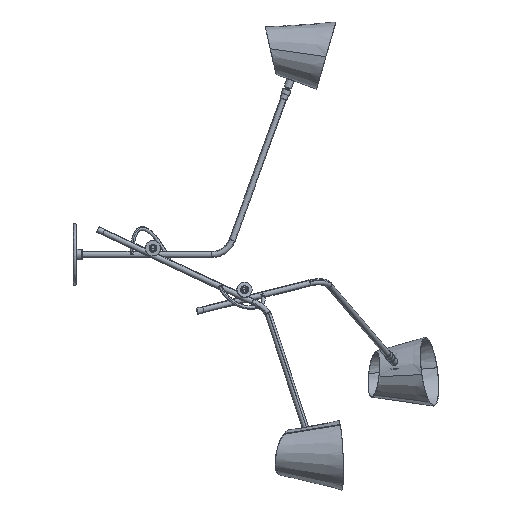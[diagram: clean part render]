
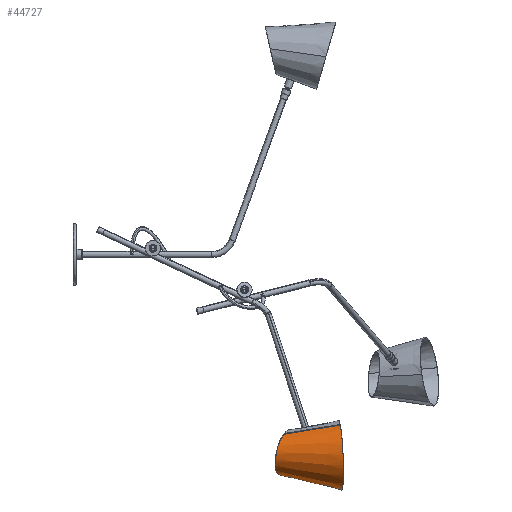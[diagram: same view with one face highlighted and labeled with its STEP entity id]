
A CAD part, left-side view. The second image highlights one B-rep face of the part: STEP entity #44727.
In plain terms, the highlighted conical face has half-angle 12 degrees and reference radius 43.087 mm.
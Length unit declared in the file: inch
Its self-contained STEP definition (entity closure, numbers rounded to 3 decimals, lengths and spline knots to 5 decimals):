
#102 = CARTESIAN_POINT ( 'NONE',  ( -25.08541, -5.55935, -22.59197 ) ) ;
#1161 = CARTESIAN_POINT ( 'NONE',  ( -25.76219, -10.12175, -21.85534 ) ) ;
#3373 = CARTESIAN_POINT ( 'NONE',  ( -23.18982, -7.84055, -26.3052 ) ) ;
#4656 = LINE ( 'NONE', #30935, #33700 ) ;
#4821 = VERTEX_POINT ( 'NONE', #17456 ) ;
#6666 = DIRECTION ( 'NONE',  ( 0.055, -0.977, -0.207 ) ) ;
#7080 = CONICAL_SURFACE ( 'NONE', #21641, 1.69635, 0.209 ) ;
#7820 = EDGE_CURVE ( 'NONE', #35350, #42380, #4656, .T. ) ;
#9514 = DIRECTION ( 'NONE',  ( 0.145, 0.977, -0.158 ) ) ;
#9733 = ORIENTED_EDGE ( 'NONE', *, *, #35123, .F. ) ;
#10092 = CARTESIAN_POINT ( 'NONE',  ( -25.08541, -5.55935, -22.59197 ) ) ;
#10828 = EDGE_CURVE ( 'NONE', #35350, #34105, #44874, .T. ) ;
#11666 = EDGE_LOOP ( 'NONE', ( #22530, #34540, #28902, #9733 ) ) ;
#13510 = CARTESIAN_POINT ( 'NONE',  ( -26.16024, -10.3782, -27.20259 ) ) ;
#13978 = CARTESIAN_POINT ( 'NONE',  ( -27.27569, -10.27102, -22.62601 ) ) ;
#15109 = CARTESIAN_POINT ( 'NONE',  ( -26.16228, -4.19155, -27.08714 ) ) ;
#15115 = VECTOR ( 'NONE', #6666, 39.37008 ) ;
#17238 = CARTESIAN_POINT ( 'NONE',  ( -23.06195, -10.12175, -26.78875 ) ) ;
#17456 = CARTESIAN_POINT ( 'NONE',  ( -23.31768, -5.55935, -25.82166 ) ) ;
#17539 = CARTESIAN_POINT ( 'NONE',  ( -26.97044, -10.3782, -25.72233 ) ) ;
#21641 = AXIS2_PLACEMENT_3D ( 'NONE', #26926, #38172, #45348 ) ;
#22530 = ORIENTED_EDGE ( 'NONE', *, *, #36370, .F. ) ;
#22970 = CARTESIAN_POINT ( 'NONE',  ( -23.06195, -10.12175, -26.78875 ) ) ;
#25110 = CARTESIAN_POINT ( 'NONE',  ( -27.68449, -4.19155, -24.30602 ) ) ;
#25737 = LINE ( 'NONE', #3373, #15115 ) ;
#26926 = CARTESIAN_POINT ( 'NONE',  ( -24.17021, -4.8802, -24.18966 ) ) ;
#28497 = CARTESIAN_POINT ( 'NONE',  ( -25.76219, -10.12175, -21.85534 ) ) ;
#28902 = ORIENTED_EDGE ( 'NONE', *, *, #10828, .T. ) ;
#29671 =( BOUNDED_CURVE ( )  B_SPLINE_CURVE ( 3, ( #102, #25110, #15109, #40213 ),
 .UNSPECIFIED., .F., .F. ) 
 B_SPLINE_CURVE_WITH_KNOTS ( ( 4, 4 ),
 ( 1.65153, 4.63165 ),
 .UNSPECIFIED. ) 
 CURVE ( )  GEOMETRIC_REPRESENTATION_ITEM ( )  RATIONAL_B_SPLINE_CURVE ( ( 1., 0.387, 0.387, 1. ) ) 
 REPRESENTATION_ITEM ( '' )  );
#30935 = CARTESIAN_POINT ( 'NONE',  ( -25.4238, -7.84055, -22.22365 ) ) ;
#33700 = VECTOR ( 'NONE', #9514, 39.37008 ) ;
#34105 = VERTEX_POINT ( 'NONE', #22970 ) ;
#34540 = ORIENTED_EDGE ( 'NONE', *, *, #7820, .F. ) ;
#35123 = EDGE_CURVE ( 'NONE', #4821, #34105, #25737, .T. ) ;
#35350 = VERTEX_POINT ( 'NONE', #1161 ) ;
#36370 = EDGE_CURVE ( 'NONE', #42380, #4821, #29671, .T. ) ;
#38172 = DIRECTION ( 'NONE',  ( -0.046, -0.999, -0.025 ) ) ;
#38505 = CARTESIAN_POINT ( 'NONE',  ( -27.78064, -10.3782, -24.24208 ) ) ;
#40213 = CARTESIAN_POINT ( 'NONE',  ( -23.31768, -5.55935, -25.82166 ) ) ;
#42076 = CARTESIAN_POINT ( 'NONE',  ( -24.52683, -10.27102, -27.64826 ) ) ;
#42380 = VERTEX_POINT ( 'NONE', #10092 ) ;
#43960 = FACE_OUTER_BOUND ( 'NONE', #11666, .T. ) ;
#44727 = ADVANCED_FACE ( 'NONE', ( #43960 ), #7080, .F. ) ;
#44874 =( BOUNDED_CURVE ( )  B_SPLINE_CURVE ( 3, ( #28497, #13978, #38505, #17539, #13510, #42076, #17238 ),
 .UNSPECIFIED., .F., .F. ) 
 B_SPLINE_CURVE_WITH_KNOTS ( ( 4, 3, 4 ),
 ( 4.68237, 6.28319, 7.884 ),
 .UNSPECIFIED. ) 
 CURVE ( )  GEOMETRIC_REPRESENTATION_ITEM ( )  RATIONAL_B_SPLINE_CURVE ( ( 1., 0.798, 0.798, 1., 0.798, 0.798, 1. ) ) 
 REPRESENTATION_ITEM ( '' )  );
#45348 = DIRECTION ( 'NONE',  ( 0.999, -0.046, 0. ) ) ;
